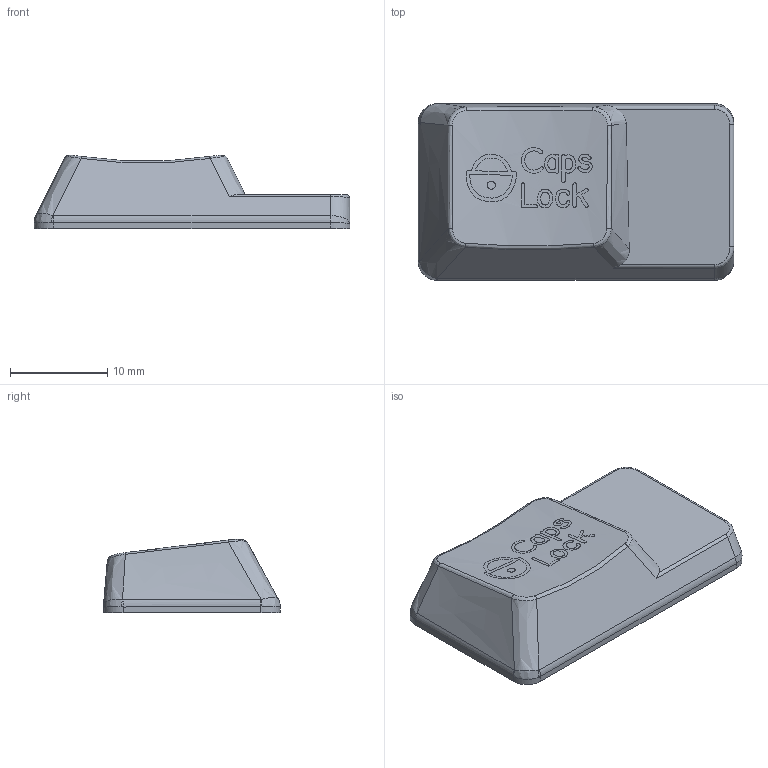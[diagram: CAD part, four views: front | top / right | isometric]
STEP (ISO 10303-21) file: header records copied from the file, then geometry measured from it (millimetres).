
FILE_DESCRIPTION(/* description */ (''),/* implementation_level */ '2;1');
FILE_NAME(/* name */ 'Row_3_1.75u_Caps_Lock_stepped_icon_text.step',/* time_stamp */ '2022-04-29T02:41:48-05:00',/* author */ (''),/* organization */ (''),/* preprocessor_version */ 'ST-DEVELOPER v18.1',/* originating_system */ 'Autodesk Translation Framework v10.14.0.1471',/* authorisation */ '');
FILE_SCHEMA (('AUTOMOTIVE_DESIGN { 1 0 10303 214 3 1 1 }'));
Length unit declared in the file: millimetre
Products named in the file (1): Row_3_1.75u_Caps_Lock_stepped_icon_text
Bounding box: 32.45 x 18.16 x 7.52 mm (x, y, z)
Volume: 815.4 mm3; surface area: 2081.8 mm2
Topology: 1 solids, 1 shells, 95 faces, 383 edges, 306 vertices
Faces by surface type: bspline 49, plane 28, cylinder 18
Full cylindrical faces by diameter (mm): 5.5 x1
Entity records: 6109 total; most frequent: CARTESIAN_POINT 3300, ORIENTED_EDGE 762, EDGE_CURVE 381, DIRECTION 309, VERTEX_POINT 306, B_SPLINE_CURVE_WITH_KNOTS 231, EDGE_LOOP 113, AXIS2_PLACEMENT_3D 113
